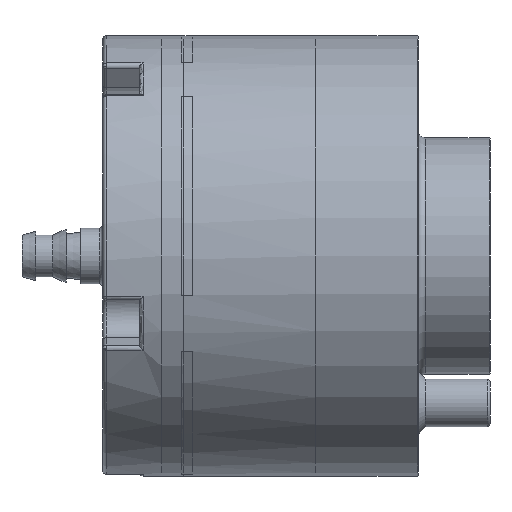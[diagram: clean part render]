
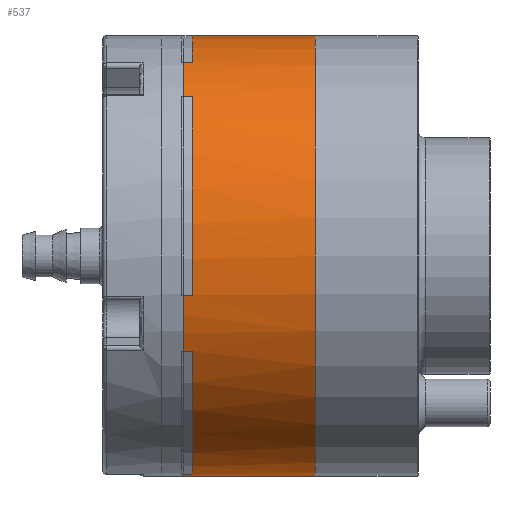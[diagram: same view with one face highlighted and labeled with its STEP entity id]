
A CAD part, left-side view. The second image highlights one B-rep face of the part: STEP entity #537.
In plain terms, the highlighted cylindrical face has radius 30 mm (diameter 60 mm), a partial arc.
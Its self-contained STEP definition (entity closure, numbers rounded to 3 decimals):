
#316 = CARTESIAN_POINT ( 'NONE',  ( -20.712, 18., 21.703 ) ) ;
#500 = CARTESIAN_POINT ( 'NONE',  ( 0., 0., 0. ) ) ;
#537 = ADVANCED_FACE ( 'NONE', ( #19087 ), #29097, .T. ) ;
#983 = DIRECTION ( 'NONE',  ( 0., 1., 0. ) ) ;
#1508 = AXIS2_PLACEMENT_3D ( 'NONE', #26583, #13924, #16760 ) ;
#1638 = EDGE_CURVE ( 'NONE', #23694, #9177, #28093, .T. ) ;
#2169 = CARTESIAN_POINT ( 'NONE',  ( -20.712, 16.8, 21.703 ) ) ;
#2660 = DIRECTION ( 'NONE',  ( 0., 1., 0. ) ) ;
#2678 = CARTESIAN_POINT ( 'NONE',  ( 0., 0., -30. ) ) ;
#2856 = EDGE_CURVE ( 'NONE', #5590, #27873, #30824, .T. ) ;
#2920 = DIRECTION ( 'NONE',  ( 0., 1., 0. ) ) ;
#3218 = CIRCLE ( 'NONE', #5844, 30. ) ;
#3236 = VERTEX_POINT ( 'NONE', #4745 ) ;
#3258 = AXIS2_PLACEMENT_3D ( 'NONE', #15356, #2660, #17701 ) ;
#4110 = CARTESIAN_POINT ( 'NONE',  ( -29.513, 16.8, -5.384 ) ) ;
#4476 = ORIENTED_EDGE ( 'NONE', *, *, #31514, .F. ) ;
#4529 = DIRECTION ( 'NONE',  ( 0., 0., 1. ) ) ;
#4745 = CARTESIAN_POINT ( 'NONE',  ( -29.513, 18., -5.384 ) ) ;
#4896 = CARTESIAN_POINT ( 'NONE',  ( -27.041, 18., -12.992 ) ) ;
#5164 = CARTESIAN_POINT ( 'NONE',  ( -4., 18., -29.732 ) ) ;
#5216 = CARTESIAN_POINT ( 'NONE',  ( -14.24, 18., 26.405 ) ) ;
#5483 = ORIENTED_EDGE ( 'NONE', *, *, #23465, .F. ) ;
#5587 = DIRECTION ( 'NONE',  ( 0., 1., 0. ) ) ;
#5590 = VERTEX_POINT ( 'NONE', #14566 ) ;
#5631 = DIRECTION ( 'NONE',  ( 0., 1., 0. ) ) ;
#5773 = ORIENTED_EDGE ( 'NONE', *, *, #15279, .T. ) ;
#5844 = AXIS2_PLACEMENT_3D ( 'NONE', #25863, #23855, #20707 ) ;
#6145 = VERTEX_POINT ( 'NONE', #2169 ) ;
#6547 = VERTEX_POINT ( 'NONE', #5216 ) ;
#7459 = EDGE_CURVE ( 'NONE', #32573, #6145, #16584, .T. ) ;
#8397 = DIRECTION ( 'NONE',  ( 0., 1., 0. ) ) ;
#8704 = VECTOR ( 'NONE', #983, 1000. ) ;
#8912 = DIRECTION ( 'NONE',  ( 0., 1., 0. ) ) ;
#9177 = VERTEX_POINT ( 'NONE', #5164 ) ;
#9233 = EDGE_LOOP ( 'NONE', ( #10923, #11459, #17633, #17702, #4476, #11131, #5773, #22658, #5483, #27490, #26273, #16548, #13676, #13129 ) ) ;
#9257 = DIRECTION ( 'NONE',  ( 0., 1., 0. ) ) ;
#9421 = VECTOR ( 'NONE', #10304, 1000. ) ;
#10304 = DIRECTION ( 'NONE',  ( 0., -1., 0. ) ) ;
#10421 = VERTEX_POINT ( 'NONE', #30722 ) ;
#10497 = LINE ( 'NONE', #21657, #8704 ) ;
#10923 = ORIENTED_EDGE ( 'NONE', *, *, #2856, .F. ) ;
#11131 = ORIENTED_EDGE ( 'NONE', *, *, #7459, .F. ) ;
#11330 = DIRECTION ( 'NONE',  ( 0., 1., 0. ) ) ;
#11442 = EDGE_CURVE ( 'NONE', #11777, #5590, #18185, .T. ) ;
#11459 = ORIENTED_EDGE ( 'NONE', *, *, #11442, .F. ) ;
#11521 = LINE ( 'NONE', #13711, #25080 ) ;
#11712 = EDGE_CURVE ( 'NONE', #11777, #6547, #28444, .T. ) ;
#11741 = VECTOR ( 'NONE', #11330, 1000. ) ;
#11750 = CARTESIAN_POINT ( 'NONE',  ( -4., 16.8, -29.732 ) ) ;
#11777 = VERTEX_POINT ( 'NONE', #26398 ) ;
#11981 = VERTEX_POINT ( 'NONE', #316 ) ;
#13129 = ORIENTED_EDGE ( 'NONE', *, *, #23410, .T. ) ;
#13676 = ORIENTED_EDGE ( 'NONE', *, *, #14282, .T. ) ;
#13687 = AXIS2_PLACEMENT_3D ( 'NONE', #15799, #5587, #21129 ) ;
#13711 = CARTESIAN_POINT ( 'NONE',  ( 0., 18., -30. ) ) ;
#13818 = EDGE_CURVE ( 'NONE', #10421, #23285, #18702, .T. ) ;
#13924 = DIRECTION ( 'NONE',  ( 0., -1., 0. ) ) ;
#14168 = LINE ( 'NONE', #31867, #11741 ) ;
#14282 = EDGE_CURVE ( 'NONE', #23694, #28954, #11521, .T. ) ;
#14566 = CARTESIAN_POINT ( 'NONE',  ( 0., 16.8, 30. ) ) ;
#15279 = EDGE_CURVE ( 'NONE', #32573, #3236, #21596, .T. ) ;
#15356 = CARTESIAN_POINT ( 'NONE',  ( 0., 16.8, 0. ) ) ;
#15799 = CARTESIAN_POINT ( 'NONE',  ( 0., 18., 0. ) ) ;
#16548 = ORIENTED_EDGE ( 'NONE', *, *, #1638, .F. ) ;
#16584 = CIRCLE ( 'NONE', #3258, 30. ) ;
#16610 = VECTOR ( 'NONE', #8912, 1000. ) ;
#16760 = DIRECTION ( 'NONE',  ( 0., 0., -1. ) ) ;
#17005 = CARTESIAN_POINT ( 'NONE',  ( 0., 18., -30. ) ) ;
#17048 = CARTESIAN_POINT ( 'NONE',  ( -27.041, 16.8, -12.992 ) ) ;
#17633 = ORIENTED_EDGE ( 'NONE', *, *, #11712, .T. ) ;
#17701 = DIRECTION ( 'NONE',  ( 0., 0., 1. ) ) ;
#17702 = ORIENTED_EDGE ( 'NONE', *, *, #31386, .F. ) ;
#18185 = CIRCLE ( 'NONE', #23502, 30. ) ;
#18702 = CIRCLE ( 'NONE', #27221, 30. ) ;
#18931 = EDGE_CURVE ( 'NONE', #31466, #3236, #28231, .T. ) ;
#19087 = FACE_OUTER_BOUND ( 'NONE', #9233, .T. ) ;
#20374 = DIRECTION ( 'NONE',  ( 0., 0., 1. ) ) ;
#20707 = DIRECTION ( 'NONE',  ( 0., 0., 1. ) ) ;
#21129 = DIRECTION ( 'NONE',  ( 0., 0., 1. ) ) ;
#21596 = LINE ( 'NONE', #24614, #16610 ) ;
#21657 = CARTESIAN_POINT ( 'NONE',  ( -27.041, 16.8, -12.992 ) ) ;
#22110 = DIRECTION ( 'NONE',  ( 0., 0., 1. ) ) ;
#22266 = DIRECTION ( 'NONE',  ( 0., 1., 0. ) ) ;
#22658 = ORIENTED_EDGE ( 'NONE', *, *, #18931, .F. ) ;
#22913 = CARTESIAN_POINT ( 'NONE',  ( 0., 0., 30. ) ) ;
#23277 = DIRECTION ( 'NONE',  ( 0., 0., 1. ) ) ;
#23285 = VERTEX_POINT ( 'NONE', #17048 ) ;
#23410 = EDGE_CURVE ( 'NONE', #28954, #27873, #30560, .T. ) ;
#23465 = EDGE_CURVE ( 'NONE', #23285, #31466, #10497, .T. ) ;
#23502 = AXIS2_PLACEMENT_3D ( 'NONE', #29617, #9257, #22110 ) ;
#23694 = VERTEX_POINT ( 'NONE', #17005 ) ;
#23855 = DIRECTION ( 'NONE',  ( 0., 1., 0. ) ) ;
#24162 = AXIS2_PLACEMENT_3D ( 'NONE', #500, #5631, #20374 ) ;
#24432 = LINE ( 'NONE', #11750, #32003 ) ;
#24481 = AXIS2_PLACEMENT_3D ( 'NONE', #27911, #32602, #4529 ) ;
#24614 = CARTESIAN_POINT ( 'NONE',  ( -29.513, 16.8, -5.384 ) ) ;
#25080 = VECTOR ( 'NONE', #31417, 1000. ) ;
#25164 = CARTESIAN_POINT ( 'NONE',  ( 0., 18., 30. ) ) ;
#25784 = CARTESIAN_POINT ( 'NONE',  ( 0., 16.8, 0. ) ) ;
#25863 = CARTESIAN_POINT ( 'NONE',  ( 0., 18., 0. ) ) ;
#26273 = ORIENTED_EDGE ( 'NONE', *, *, #31330, .T. ) ;
#26398 = CARTESIAN_POINT ( 'NONE',  ( -14.24, 16.8, 26.405 ) ) ;
#26567 = CARTESIAN_POINT ( 'NONE',  ( -14.24, 16.8, 26.405 ) ) ;
#26583 = CARTESIAN_POINT ( 'NONE',  ( 0., 18., 0. ) ) ;
#27221 = AXIS2_PLACEMENT_3D ( 'NONE', #25784, #2920, #23277 ) ;
#27490 = ORIENTED_EDGE ( 'NONE', *, *, #13818, .F. ) ;
#27873 = VERTEX_POINT ( 'NONE', #22913 ) ;
#27911 = CARTESIAN_POINT ( 'NONE',  ( 0., 18., 0. ) ) ;
#28093 = CIRCLE ( 'NONE', #13687, 30. ) ;
#28231 = CIRCLE ( 'NONE', #24481, 30. ) ;
#28444 = LINE ( 'NONE', #26567, #32575 ) ;
#28954 = VERTEX_POINT ( 'NONE', #2678 ) ;
#29097 = CYLINDRICAL_SURFACE ( 'NONE', #1508, 30. ) ;
#29617 = CARTESIAN_POINT ( 'NONE',  ( 0., 16.8, 0. ) ) ;
#30560 = CIRCLE ( 'NONE', #24162, 30. ) ;
#30722 = CARTESIAN_POINT ( 'NONE',  ( -4., 16.8, -29.732 ) ) ;
#30824 = LINE ( 'NONE', #25164, #9421 ) ;
#31330 = EDGE_CURVE ( 'NONE', #10421, #9177, #24432, .T. ) ;
#31386 = EDGE_CURVE ( 'NONE', #11981, #6547, #3218, .T. ) ;
#31417 = DIRECTION ( 'NONE',  ( 0., -1., 0. ) ) ;
#31466 = VERTEX_POINT ( 'NONE', #4896 ) ;
#31514 = EDGE_CURVE ( 'NONE', #6145, #11981, #14168, .T. ) ;
#31867 = CARTESIAN_POINT ( 'NONE',  ( -20.712, 16.8, 21.703 ) ) ;
#32003 = VECTOR ( 'NONE', #22266, 1000. ) ;
#32573 = VERTEX_POINT ( 'NONE', #4110 ) ;
#32575 = VECTOR ( 'NONE', #8397, 1000. ) ;
#32602 = DIRECTION ( 'NONE',  ( 0., 1., 0. ) ) ;
